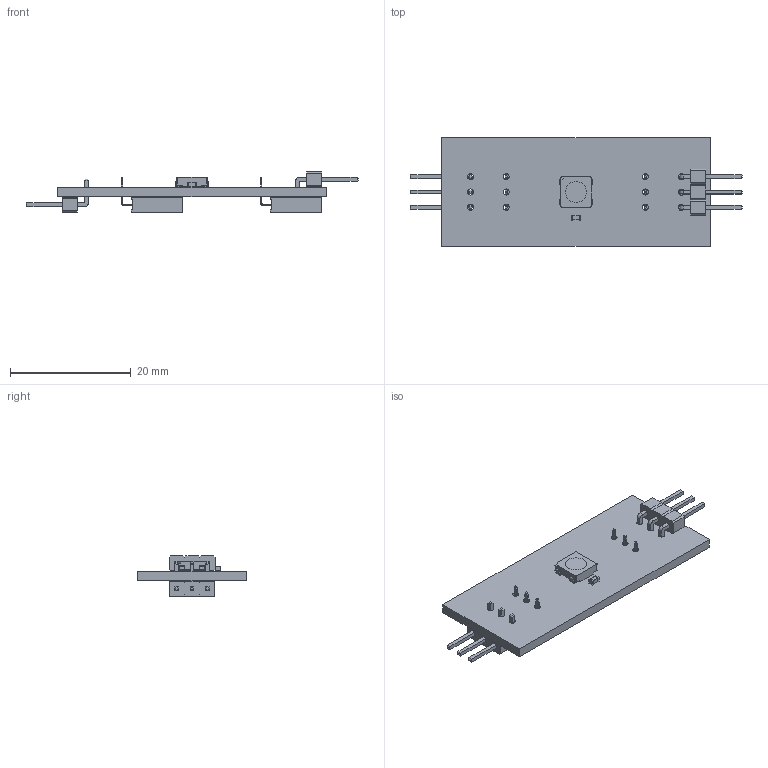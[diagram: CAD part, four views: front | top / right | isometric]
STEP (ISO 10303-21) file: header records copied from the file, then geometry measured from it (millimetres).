
FILE_DESCRIPTION(('KiCad electronic assembly'),'2;1');
FILE_NAME('Indicators.step','2024-11-03T10:16:18',('Pcbnew'),('Kicad'), 'Open CASCADE STEP processor 7.8','KiCad to STEP converter','Unknown' );
FILE_SCHEMA(('AUTOMOTIVE_DESIGN { 1 0 10303 214 1 1 1 1 }'));
Length unit declared in the file: millimetre
Products named in the file (10): Indicators 1; C_0603_1608Metric; PinHeader_1x03_P2.54mm_Horizontal; PinHeader_1x03_P254mm_Horizontal; LED-SMD_4P-L5.0-W5.0-BL_TC5050RGB; PinSocket_1x03_P2.54mm_Horizontal; PinSocket_1x03_P254mm_Horizontal; Indicators_PCB
Assembly tree (11 placements, depth 3):
  Indicators 1
    C_0603_1608Metric
      C_0603_1608Metric
    PinHeader_1x03_P2.54mm_Horizontal  x2
      PinHeader_1x03_P254mm_Horizontal
    LED-SMD_4P-L5.0-W5.0-BL_TC5050RGB
      LED-SMD_4P-L5.0-W5.0-BL_TC5050RGB
    PinSocket_1x03_P2.54mm_Horizontal  x2
      PinSocket_1x03_P254mm_Horizontal
    Indicators_PCB
Bounding box: 55.08 x 18 x 6.78 mm (x, y, z)
Volume: 1742.5 mm3; surface area: 2935.3 mm2
Topology: 14 solids, 14 shells, 807 faces, 2085 edges, 1366 vertices
Faces by surface type: plane 635, bspline 112, cylinder 60
Full cylindrical faces by diameter (mm): 1 x12
Entity records: 23954 total; most frequent: CARTESIAN_POINT 5341, ORIENTED_EDGE 3156, DIRECTION 2466, EDGE_CURVE 1578, LINE 1248, VECTOR 1248, VERTEX_POINT 1040, FACE_BOUND 676
